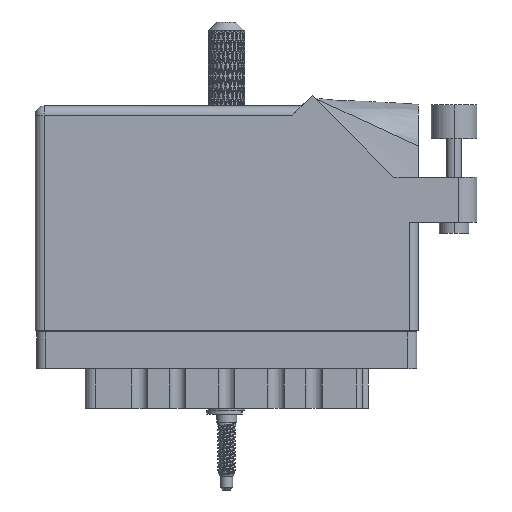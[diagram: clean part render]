
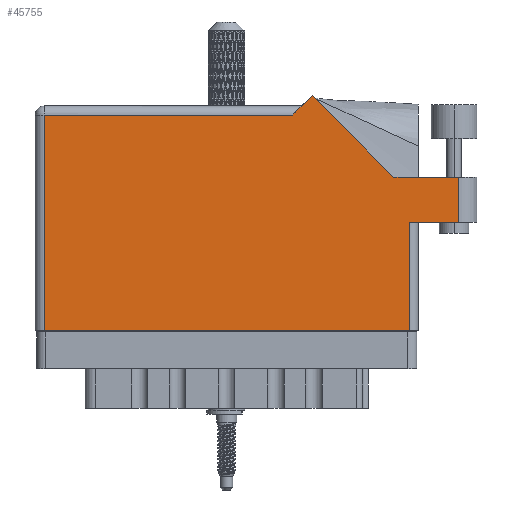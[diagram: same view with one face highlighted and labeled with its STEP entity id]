
A CAD part, front view. The second image highlights one B-rep face of the part: STEP entity #45755.
In plain terms, the highlighted face is planar.
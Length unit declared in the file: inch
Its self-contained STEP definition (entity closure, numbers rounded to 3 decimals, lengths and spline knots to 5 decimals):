
#397 = VERTEX_POINT ( 'NONE', #12092 ) ;
#1175 = CARTESIAN_POINT ( 'NONE',  ( 2.612, 0.737, 0. ) ) ;
#1724 = ORIENTED_EDGE ( 'NONE', *, *, #110587, .T. ) ;
#2303 = LINE ( 'NONE', #59403, #36783 ) ;
#4067 = DIRECTION ( 'NONE',  ( -0.707, 0.707, 0. ) ) ;
#5375 = CARTESIAN_POINT ( 'NONE',  ( 0.062, 1.468, 0. ) ) ;
#8169 = VERTEX_POINT ( 'NONE', #30476 ) ;
#10096 = LINE ( 'NONE', #1175, #37400 ) ;
#11412 = CARTESIAN_POINT ( 'NONE',  ( 2.887, 1.044, 0. ) ) ;
#12092 = CARTESIAN_POINT ( 'NONE',  ( 2.887, 0.737, 0. ) ) ;
#21486 = DIRECTION ( 'NONE',  ( 1., 0., 0. ) ) ;
#21670 = EDGE_CURVE ( 'NONE', #105644, #51138, #21716, .T. ) ;
#21716 = LINE ( 'NONE', #42576, #28855 ) ;
#24600 = DIRECTION ( 'NONE',  ( -1., 0., 0. ) ) ;
#26887 = CARTESIAN_POINT ( 'NONE',  ( 2.887, 1.044, 0. ) ) ;
#28855 = VECTOR ( 'NONE', #69497, 39.37008 ) ;
#30129 = DIRECTION ( 'NONE',  ( 1., 0., 0. ) ) ;
#30476 = CARTESIAN_POINT ( 'NONE',  ( 1.757, 1.468, 0. ) ) ;
#35371 = LINE ( 'NONE', #59802, #51100 ) ;
#35938 = ORIENTED_EDGE ( 'NONE', *, *, #93144, .T. ) ;
#36783 = VECTOR ( 'NONE', #67879, 39.37008 ) ;
#37389 = CARTESIAN_POINT ( 'NONE',  ( 2.55, 0.737, 0. ) ) ;
#37400 = VECTOR ( 'NONE', #30129, 39.37008 ) ;
#42576 = CARTESIAN_POINT ( 'NONE',  ( 2.55, 0.737, 0. ) ) ;
#45755 = ADVANCED_FACE ( 'NONE', ( #119503 ), #60129, .F. ) ;
#47297 = EDGE_CURVE ( 'NONE', #102144, #81516, #70125, .T. ) ;
#47569 = AXIS2_PLACEMENT_3D ( 'NONE', #116279, #69823, #60933 ) ;
#47931 = VECTOR ( 'NONE', #69471, 39.37008 ) ;
#49511 = EDGE_CURVE ( 'NONE', #81516, #112576, #35371, .T. ) ;
#51100 = VECTOR ( 'NONE', #4067, 39.37008 ) ;
#51138 = VERTEX_POINT ( 'NONE', #37389 ) ;
#54886 = ORIENTED_EDGE ( 'NONE', *, *, #72269, .T. ) ;
#58903 = EDGE_CURVE ( 'NONE', #8169, #107729, #69488, .T. ) ;
#59403 = CARTESIAN_POINT ( 'NONE',  ( 0.062, 0., 0. ) ) ;
#59802 = CARTESIAN_POINT ( 'NONE',  ( 2.44642, 1.044, 0. ) ) ;
#60129 = PLANE ( 'NONE',  #47569 ) ;
#60933 = DIRECTION ( 'NONE',  ( -1., 0., 0. ) ) ;
#61851 = CARTESIAN_POINT ( 'NONE',  ( 1.819, 1.53, 0. ) ) ;
#63048 = ORIENTED_EDGE ( 'NONE', *, *, #58903, .T. ) ;
#65194 = CARTESIAN_POINT ( 'NONE',  ( 0.062, 0., 0. ) ) ;
#66508 = ORIENTED_EDGE ( 'NONE', *, *, #47297, .T. ) ;
#67879 = DIRECTION ( 'NONE',  ( 0., -1., 0. ) ) ;
#68223 = VECTOR ( 'NONE', #21486, 39.37008 ) ;
#69471 = DIRECTION ( 'NONE',  ( -1., 0., 0. ) ) ;
#69488 = LINE ( 'NONE', #78324, #47931 ) ;
#69497 = DIRECTION ( 'NONE',  ( 0., 1., 0. ) ) ;
#69621 = LINE ( 'NONE', #61851, #115857 ) ;
#69823 = DIRECTION ( 'NONE',  ( 0., 0., -1. ) ) ;
#70125 = LINE ( 'NONE', #115204, #119288 ) ;
#70340 = DIRECTION ( 'NONE',  ( -0.707, -0.707, 0. ) ) ;
#72269 = EDGE_CURVE ( 'NONE', #107729, #74416, #2303, .T. ) ;
#73701 = ORIENTED_EDGE ( 'NONE', *, *, #49511, .T. ) ;
#74416 = VERTEX_POINT ( 'NONE', #65194 ) ;
#75932 = LINE ( 'NONE', #11412, #103440 ) ;
#76030 = DIRECTION ( 'NONE',  ( 0., 1., 0. ) ) ;
#76472 = CARTESIAN_POINT ( 'NONE',  ( 0., 0., 0. ) ) ;
#78324 = CARTESIAN_POINT ( 'NONE',  ( 0., 1.468, 0. ) ) ;
#81516 = VERTEX_POINT ( 'NONE', #95902 ) ;
#82377 = CARTESIAN_POINT ( 'NONE',  ( 2.55, 0., 0. ) ) ;
#87722 = EDGE_LOOP ( 'NONE', ( #109659, #35938, #66508, #73701, #1724, #63048, #54886, #109773, #98252 ) ) ;
#93144 = EDGE_CURVE ( 'NONE', #397, #102144, #75932, .T. ) ;
#95902 = CARTESIAN_POINT ( 'NONE',  ( 2.44642, 1.044, 0. ) ) ;
#98252 = ORIENTED_EDGE ( 'NONE', *, *, #21670, .T. ) ;
#101533 = EDGE_CURVE ( 'NONE', #74416, #105644, #112986, .T. ) ;
#102144 = VERTEX_POINT ( 'NONE', #26887 ) ;
#103440 = VECTOR ( 'NONE', #76030, 39.37008 ) ;
#104845 = CARTESIAN_POINT ( 'NONE',  ( 1.88971, 1.60071, 0. ) ) ;
#105644 = VERTEX_POINT ( 'NONE', #82377 ) ;
#107729 = VERTEX_POINT ( 'NONE', #5375 ) ;
#109659 = ORIENTED_EDGE ( 'NONE', *, *, #113282, .T. ) ;
#109773 = ORIENTED_EDGE ( 'NONE', *, *, #101533, .T. ) ;
#110587 = EDGE_CURVE ( 'NONE', #112576, #8169, #69621, .T. ) ;
#112576 = VERTEX_POINT ( 'NONE', #104845 ) ;
#112986 = LINE ( 'NONE', #76472, #68223 ) ;
#113282 = EDGE_CURVE ( 'NONE', #51138, #397, #10096, .T. ) ;
#115204 = CARTESIAN_POINT ( 'NONE',  ( 3.012, 1.044, 0. ) ) ;
#115857 = VECTOR ( 'NONE', #70340, 39.37008 ) ;
#116279 = CARTESIAN_POINT ( 'NONE',  ( 0., 1.53, 0. ) ) ;
#119288 = VECTOR ( 'NONE', #24600, 39.37008 ) ;
#119503 = FACE_OUTER_BOUND ( 'NONE', #87722, .T. ) ;
